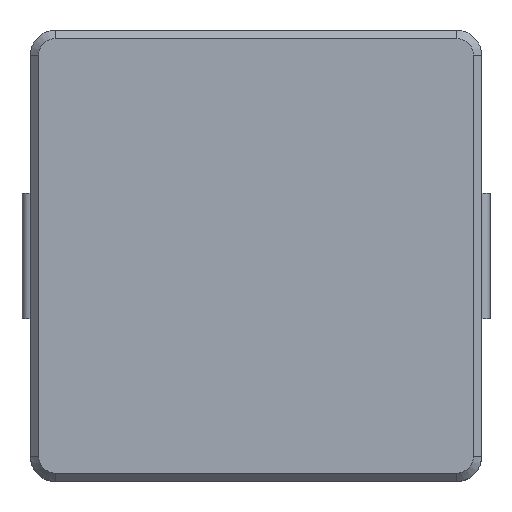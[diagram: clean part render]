
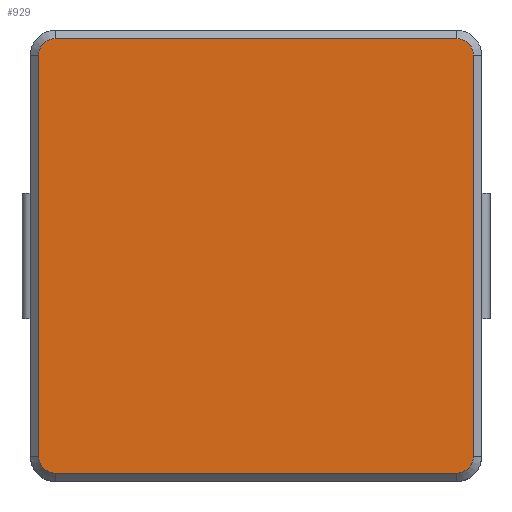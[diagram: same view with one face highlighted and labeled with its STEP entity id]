
A CAD part, top view. The second image highlights one B-rep face of the part: STEP entity #929.
In plain terms, the highlighted planar face has unit normal (0, 0, 1).
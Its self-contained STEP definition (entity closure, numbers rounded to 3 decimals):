
#87 = PLANE('',#88);
#88 = AXIS2_PLACEMENT_3D('',#89,#90,#91);
#89 = CARTESIAN_POINT('',(-4.8,5.3,3.9));
#90 = DIRECTION('',(0.,-0.707,-0.707));
#91 = DIRECTION('',(1.,0.,0.));
#228 = CONICAL_SURFACE('',#229,0.6,0.785);
#229 = AXIS2_PLACEMENT_3D('',#230,#231,#232);
#230 = CARTESIAN_POINT('',(-4.8,4.8,3.8));
#231 = DIRECTION('',(-0.,-0.,-1.));
#232 = DIRECTION('',(-1.,0.,0.));
#244 = VERTEX_POINT('',#245);
#245 = CARTESIAN_POINT('',(-4.8,5.2,4.));
#268 = VERTEX_POINT('',#269);
#269 = CARTESIAN_POINT('',(4.8,5.2,4.));
#283 = CONICAL_SURFACE('',#284,0.6,0.785);
#284 = AXIS2_PLACEMENT_3D('',#285,#286,#287);
#285 = CARTESIAN_POINT('',(4.8,4.8,3.8));
#286 = DIRECTION('',(-0.,-0.,-1.));
#287 = DIRECTION('',(0.,1.,0.));
#295 = EDGE_CURVE('',#244,#268,#296,.T.);
#296 = SURFACE_CURVE('',#297,(#301,#308),.PCURVE_S1.);
#297 = LINE('',#298,#299);
#298 = CARTESIAN_POINT('',(-4.8,5.2,4.));
#299 = VECTOR('',#300,1.);
#300 = DIRECTION('',(1.,0.,0.));
#301 = PCURVE('',#87,#302);
#302 = DEFINITIONAL_REPRESENTATION('',(#303),#307);
#303 = LINE('',#304,#305);
#304 = CARTESIAN_POINT('',(0.,0.141));
#305 = VECTOR('',#306,1.);
#306 = DIRECTION('',(1.,0.));
#307 = ( GEOMETRIC_REPRESENTATION_CONTEXT(2) 
PARAMETRIC_REPRESENTATION_CONTEXT() REPRESENTATION_CONTEXT('2D SPACE',''
  ) );
#308 = PCURVE('',#309,#314);
#309 = PLANE('',#310);
#310 = AXIS2_PLACEMENT_3D('',#311,#312,#313);
#311 = CARTESIAN_POINT('',(0.,0.,4.));
#312 = DIRECTION('',(-0.,-0.,-1.));
#313 = DIRECTION('',(-1.,0.,0.));
#314 = DEFINITIONAL_REPRESENTATION('',(#315),#319);
#315 = LINE('',#316,#317);
#316 = CARTESIAN_POINT('',(4.8,5.2));
#317 = VECTOR('',#318,1.);
#318 = DIRECTION('',(-1.,0.));
#319 = ( GEOMETRIC_REPRESENTATION_CONTEXT(2) 
PARAMETRIC_REPRESENTATION_CONTEXT() REPRESENTATION_CONTEXT('2D SPACE',''
  ) );
#757 = VERTEX_POINT('',#758);
#758 = CARTESIAN_POINT('',(-5.2,4.8,4.));
#772 = PLANE('',#773);
#773 = AXIS2_PLACEMENT_3D('',#774,#775,#776);
#774 = CARTESIAN_POINT('',(-5.3,-4.8,3.9));
#775 = DIRECTION('',(0.707,0.,-0.707));
#776 = DIRECTION('',(0.,1.,0.));
#786 = EDGE_CURVE('',#757,#244,#787,.T.);
#787 = SURFACE_CURVE('',#788,(#793,#800),.PCURVE_S1.);
#788 = CIRCLE('',#789,0.4);
#789 = AXIS2_PLACEMENT_3D('',#790,#791,#792);
#790 = CARTESIAN_POINT('',(-4.8,4.8,4.));
#791 = DIRECTION('',(0.,0.,-1.));
#792 = DIRECTION('',(-1.,0.,0.));
#793 = PCURVE('',#228,#794);
#794 = DEFINITIONAL_REPRESENTATION('',(#795),#799);
#795 = LINE('',#796,#797);
#796 = CARTESIAN_POINT('',(0.,-0.2));
#797 = VECTOR('',#798,1.);
#798 = DIRECTION('',(1.,-0.));
#799 = ( GEOMETRIC_REPRESENTATION_CONTEXT(2) 
PARAMETRIC_REPRESENTATION_CONTEXT() REPRESENTATION_CONTEXT('2D SPACE',''
  ) );
#800 = PCURVE('',#309,#801);
#801 = DEFINITIONAL_REPRESENTATION('',(#802),#806);
#802 = CIRCLE('',#803,0.4);
#803 = AXIS2_PLACEMENT_2D('',#804,#805);
#804 = CARTESIAN_POINT('',(4.8,4.8));
#805 = DIRECTION('',(1.,0.));
#806 = ( GEOMETRIC_REPRESENTATION_CONTEXT(2) 
PARAMETRIC_REPRESENTATION_CONTEXT() REPRESENTATION_CONTEXT('2D SPACE',''
  ) );
#929 = ADVANCED_FACE('',(#930),#309,.F.);
#930 = FACE_BOUND('',#931,.F.);
#931 = EDGE_LOOP('',(#932,#933,#957,#985,#1014,#1042,#1071,#1092));
#932 = ORIENTED_EDGE('',*,*,#295,.T.);
#933 = ORIENTED_EDGE('',*,*,#934,.T.);
#934 = EDGE_CURVE('',#268,#935,#937,.T.);
#935 = VERTEX_POINT('',#936);
#936 = CARTESIAN_POINT('',(5.2,4.8,4.));
#937 = SURFACE_CURVE('',#938,(#943,#950),.PCURVE_S1.);
#938 = CIRCLE('',#939,0.4);
#939 = AXIS2_PLACEMENT_3D('',#940,#941,#942);
#940 = CARTESIAN_POINT('',(4.8,4.8,4.));
#941 = DIRECTION('',(0.,0.,-1.));
#942 = DIRECTION('',(0.,1.,0.));
#943 = PCURVE('',#309,#944);
#944 = DEFINITIONAL_REPRESENTATION('',(#945),#949);
#945 = CIRCLE('',#946,0.4);
#946 = AXIS2_PLACEMENT_2D('',#947,#948);
#947 = CARTESIAN_POINT('',(-4.8,4.8));
#948 = DIRECTION('',(0.,1.));
#949 = ( GEOMETRIC_REPRESENTATION_CONTEXT(2) 
PARAMETRIC_REPRESENTATION_CONTEXT() REPRESENTATION_CONTEXT('2D SPACE',''
  ) );
#950 = PCURVE('',#283,#951);
#951 = DEFINITIONAL_REPRESENTATION('',(#952),#956);
#952 = LINE('',#953,#954);
#953 = CARTESIAN_POINT('',(0.,-0.2));
#954 = VECTOR('',#955,1.);
#955 = DIRECTION('',(1.,-0.));
#956 = ( GEOMETRIC_REPRESENTATION_CONTEXT(2) 
PARAMETRIC_REPRESENTATION_CONTEXT() REPRESENTATION_CONTEXT('2D SPACE',''
  ) );
#957 = ORIENTED_EDGE('',*,*,#958,.T.);
#958 = EDGE_CURVE('',#935,#959,#961,.T.);
#959 = VERTEX_POINT('',#960);
#960 = CARTESIAN_POINT('',(5.2,-4.8,4.));
#961 = SURFACE_CURVE('',#962,(#966,#973),.PCURVE_S1.);
#962 = LINE('',#963,#964);
#963 = CARTESIAN_POINT('',(5.2,4.8,4.));
#964 = VECTOR('',#965,1.);
#965 = DIRECTION('',(0.,-1.,0.));
#966 = PCURVE('',#309,#967);
#967 = DEFINITIONAL_REPRESENTATION('',(#968),#972);
#968 = LINE('',#969,#970);
#969 = CARTESIAN_POINT('',(-5.2,4.8));
#970 = VECTOR('',#971,1.);
#971 = DIRECTION('',(0.,-1.));
#972 = ( GEOMETRIC_REPRESENTATION_CONTEXT(2) 
PARAMETRIC_REPRESENTATION_CONTEXT() REPRESENTATION_CONTEXT('2D SPACE',''
  ) );
#973 = PCURVE('',#974,#979);
#974 = PLANE('',#975);
#975 = AXIS2_PLACEMENT_3D('',#976,#977,#978);
#976 = CARTESIAN_POINT('',(5.3,4.8,3.9));
#977 = DIRECTION('',(-0.707,0.,-0.707));
#978 = DIRECTION('',(0.,-1.,0.));
#979 = DEFINITIONAL_REPRESENTATION('',(#980),#984);
#980 = LINE('',#981,#982);
#981 = CARTESIAN_POINT('',(0.,0.141));
#982 = VECTOR('',#983,1.);
#983 = DIRECTION('',(1.,0.));
#984 = ( GEOMETRIC_REPRESENTATION_CONTEXT(2) 
PARAMETRIC_REPRESENTATION_CONTEXT() REPRESENTATION_CONTEXT('2D SPACE',''
  ) );
#985 = ORIENTED_EDGE('',*,*,#986,.T.);
#986 = EDGE_CURVE('',#959,#987,#989,.T.);
#987 = VERTEX_POINT('',#988);
#988 = CARTESIAN_POINT('',(4.8,-5.2,4.));
#989 = SURFACE_CURVE('',#990,(#995,#1002),.PCURVE_S1.);
#990 = CIRCLE('',#991,0.4);
#991 = AXIS2_PLACEMENT_3D('',#992,#993,#994);
#992 = CARTESIAN_POINT('',(4.8,-4.8,4.));
#993 = DIRECTION('',(0.,0.,-1.));
#994 = DIRECTION('',(1.,0.,0.));
#995 = PCURVE('',#309,#996);
#996 = DEFINITIONAL_REPRESENTATION('',(#997),#1001);
#997 = CIRCLE('',#998,0.4);
#998 = AXIS2_PLACEMENT_2D('',#999,#1000);
#999 = CARTESIAN_POINT('',(-4.8,-4.8));
#1000 = DIRECTION('',(-1.,0.));
#1001 = ( GEOMETRIC_REPRESENTATION_CONTEXT(2) 
PARAMETRIC_REPRESENTATION_CONTEXT() REPRESENTATION_CONTEXT('2D SPACE',''
  ) );
#1002 = PCURVE('',#1003,#1008);
#1003 = CONICAL_SURFACE('',#1004,0.6,0.785);
#1004 = AXIS2_PLACEMENT_3D('',#1005,#1006,#1007);
#1005 = CARTESIAN_POINT('',(4.8,-4.8,3.8));
#1006 = DIRECTION('',(-0.,-0.,-1.));
#1007 = DIRECTION('',(1.,0.,0.));
#1008 = DEFINITIONAL_REPRESENTATION('',(#1009),#1013);
#1009 = LINE('',#1010,#1011);
#1010 = CARTESIAN_POINT('',(0.,-0.2));
#1011 = VECTOR('',#1012,1.);
#1012 = DIRECTION('',(1.,-0.));
#1013 = ( GEOMETRIC_REPRESENTATION_CONTEXT(2) 
PARAMETRIC_REPRESENTATION_CONTEXT() REPRESENTATION_CONTEXT('2D SPACE',''
  ) );
#1014 = ORIENTED_EDGE('',*,*,#1015,.T.);
#1015 = EDGE_CURVE('',#987,#1016,#1018,.T.);
#1016 = VERTEX_POINT('',#1017);
#1017 = CARTESIAN_POINT('',(-4.8,-5.2,4.));
#1018 = SURFACE_CURVE('',#1019,(#1023,#1030),.PCURVE_S1.);
#1019 = LINE('',#1020,#1021);
#1020 = CARTESIAN_POINT('',(4.8,-5.2,4.));
#1021 = VECTOR('',#1022,1.);
#1022 = DIRECTION('',(-1.,0.,0.));
#1023 = PCURVE('',#309,#1024);
#1024 = DEFINITIONAL_REPRESENTATION('',(#1025),#1029);
#1025 = LINE('',#1026,#1027);
#1026 = CARTESIAN_POINT('',(-4.8,-5.2));
#1027 = VECTOR('',#1028,1.);
#1028 = DIRECTION('',(1.,0.));
#1029 = ( GEOMETRIC_REPRESENTATION_CONTEXT(2) 
PARAMETRIC_REPRESENTATION_CONTEXT() REPRESENTATION_CONTEXT('2D SPACE',''
  ) );
#1030 = PCURVE('',#1031,#1036);
#1031 = PLANE('',#1032);
#1032 = AXIS2_PLACEMENT_3D('',#1033,#1034,#1035);
#1033 = CARTESIAN_POINT('',(4.8,-5.3,3.9));
#1034 = DIRECTION('',(0.,0.707,-0.707));
#1035 = DIRECTION('',(-1.,0.,0.));
#1036 = DEFINITIONAL_REPRESENTATION('',(#1037),#1041);
#1037 = LINE('',#1038,#1039);
#1038 = CARTESIAN_POINT('',(0.,0.141));
#1039 = VECTOR('',#1040,1.);
#1040 = DIRECTION('',(1.,0.));
#1041 = ( GEOMETRIC_REPRESENTATION_CONTEXT(2) 
PARAMETRIC_REPRESENTATION_CONTEXT() REPRESENTATION_CONTEXT('2D SPACE',''
  ) );
#1042 = ORIENTED_EDGE('',*,*,#1043,.T.);
#1043 = EDGE_CURVE('',#1016,#1044,#1046,.T.);
#1044 = VERTEX_POINT('',#1045);
#1045 = CARTESIAN_POINT('',(-5.2,-4.8,4.));
#1046 = SURFACE_CURVE('',#1047,(#1052,#1059),.PCURVE_S1.);
#1047 = CIRCLE('',#1048,0.4);
#1048 = AXIS2_PLACEMENT_3D('',#1049,#1050,#1051);
#1049 = CARTESIAN_POINT('',(-4.8,-4.8,4.));
#1050 = DIRECTION('',(0.,0.,-1.));
#1051 = DIRECTION('',(0.,-1.,0.));
#1052 = PCURVE('',#309,#1053);
#1053 = DEFINITIONAL_REPRESENTATION('',(#1054),#1058);
#1054 = CIRCLE('',#1055,0.4);
#1055 = AXIS2_PLACEMENT_2D('',#1056,#1057);
#1056 = CARTESIAN_POINT('',(4.8,-4.8));
#1057 = DIRECTION('',(0.,-1.));
#1058 = ( GEOMETRIC_REPRESENTATION_CONTEXT(2) 
PARAMETRIC_REPRESENTATION_CONTEXT() REPRESENTATION_CONTEXT('2D SPACE',''
  ) );
#1059 = PCURVE('',#1060,#1065);
#1060 = CONICAL_SURFACE('',#1061,0.6,0.785);
#1061 = AXIS2_PLACEMENT_3D('',#1062,#1063,#1064);
#1062 = CARTESIAN_POINT('',(-4.8,-4.8,3.8));
#1063 = DIRECTION('',(-0.,-0.,-1.));
#1064 = DIRECTION('',(0.,-1.,0.));
#1065 = DEFINITIONAL_REPRESENTATION('',(#1066),#1070);
#1066 = LINE('',#1067,#1068);
#1067 = CARTESIAN_POINT('',(0.,-0.2));
#1068 = VECTOR('',#1069,1.);
#1069 = DIRECTION('',(1.,-0.));
#1070 = ( GEOMETRIC_REPRESENTATION_CONTEXT(2) 
PARAMETRIC_REPRESENTATION_CONTEXT() REPRESENTATION_CONTEXT('2D SPACE',''
  ) );
#1071 = ORIENTED_EDGE('',*,*,#1072,.T.);
#1072 = EDGE_CURVE('',#1044,#757,#1073,.T.);
#1073 = SURFACE_CURVE('',#1074,(#1078,#1085),.PCURVE_S1.);
#1074 = LINE('',#1075,#1076);
#1075 = CARTESIAN_POINT('',(-5.2,-4.8,4.));
#1076 = VECTOR('',#1077,1.);
#1077 = DIRECTION('',(0.,1.,0.));
#1078 = PCURVE('',#309,#1079);
#1079 = DEFINITIONAL_REPRESENTATION('',(#1080),#1084);
#1080 = LINE('',#1081,#1082);
#1081 = CARTESIAN_POINT('',(5.2,-4.8));
#1082 = VECTOR('',#1083,1.);
#1083 = DIRECTION('',(0.,1.));
#1084 = ( GEOMETRIC_REPRESENTATION_CONTEXT(2) 
PARAMETRIC_REPRESENTATION_CONTEXT() REPRESENTATION_CONTEXT('2D SPACE',''
  ) );
#1085 = PCURVE('',#772,#1086);
#1086 = DEFINITIONAL_REPRESENTATION('',(#1087),#1091);
#1087 = LINE('',#1088,#1089);
#1088 = CARTESIAN_POINT('',(0.,0.141));
#1089 = VECTOR('',#1090,1.);
#1090 = DIRECTION('',(1.,0.));
#1091 = ( GEOMETRIC_REPRESENTATION_CONTEXT(2) 
PARAMETRIC_REPRESENTATION_CONTEXT() REPRESENTATION_CONTEXT('2D SPACE',''
  ) );
#1092 = ORIENTED_EDGE('',*,*,#786,.T.);
